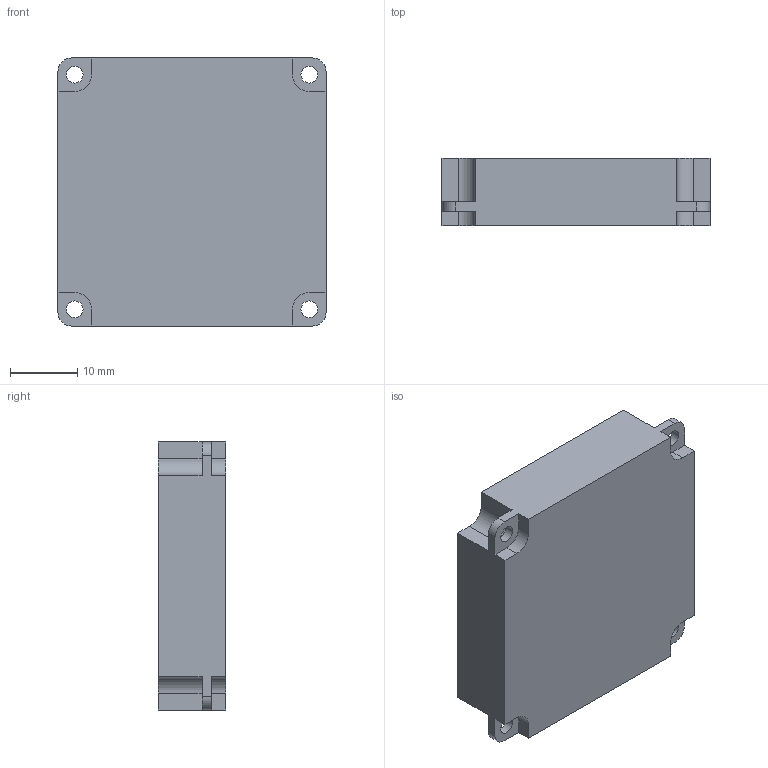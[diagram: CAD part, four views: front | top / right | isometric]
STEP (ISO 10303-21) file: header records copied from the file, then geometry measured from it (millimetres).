
FILE_DESCRIPTION(/* description */ (''),/* implementation_level */ '2;1');
FILE_NAME(/* name */ 'model.step',/* time_stamp */ '2024-11-19T10:05:56-08:00',/* author */ (''),/* organization */ (''),/* preprocessor_version */ 'ST-DEVELOPER v20',/* originating_system */ 'Autodesk Translation Framework v13.20.0.188',/* authorisation */ '');
FILE_SCHEMA (('AUTOMOTIVE_DESIGN { 1 0 10303 214 3 1 1 }'));
Length unit declared in the file: millimetre
Products named in the file (2): (Unsaved); 4010 Blower Fan
Assembly tree (1 placements, depth 2):
  (Unsaved)
    4010 Blower Fan
Bounding box: 40 x 10 x 40 mm (x, y, z)
Volume: 5650.6 mm3; surface area: 9668.2 mm2
Topology: 1 solids, 1 shells, 264 faces, 774 edges, 516 vertices
Faces by surface type: plane 145, cylinder 118, torus 1
Full cylindrical faces by diameter (mm): 1.3 x2, 2.5 x4, 15.75 x1, 16.75 x1, 27 x1
Entity records: 8988 total; most frequent: DIRECTION 1604, CARTESIAN_POINT 1576, ORIENTED_EDGE 1548, EDGE_CURVE 774, AXIS2_PLACEMENT_3D 566, VERTEX_POINT 516, LINE 472, VECTOR 472
